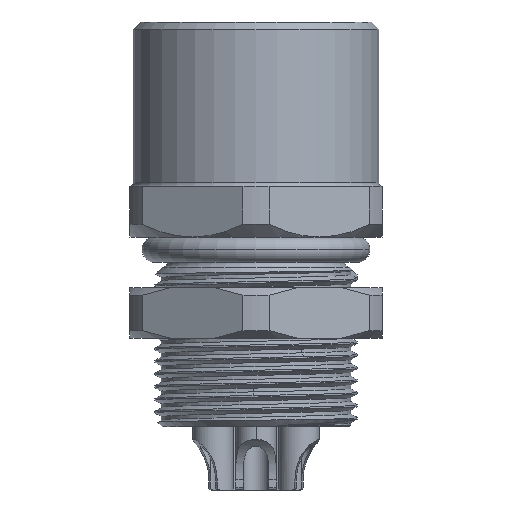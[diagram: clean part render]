
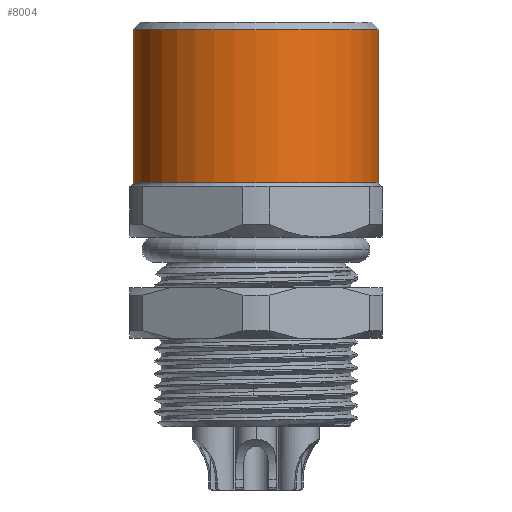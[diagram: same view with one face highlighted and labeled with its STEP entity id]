
A CAD part, front view. The second image highlights one B-rep face of the part: STEP entity #8004.
In plain terms, the highlighted cylindrical face has radius 4.85 mm (diameter 9.7 mm), a partial arc.
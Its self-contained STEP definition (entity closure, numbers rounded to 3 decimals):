
#3552=CARTESIAN_POINT('',(0.,0.,-0.15));
#3553=DIRECTION('',(0.,0.,-1.));
#3554=DIRECTION('',(1.,0.,0.));
#3555=AXIS2_PLACEMENT_3D('',#3552,#3553,#3554);
#3557=DIRECTION('',(0.,0.,1.));
#3558=VECTOR('',#3557,6.05);
#3559=CARTESIAN_POINT('',(-4.85,0.,-0.15));
#3560=LINE('',#3559,#3558);
#3561=CARTESIAN_POINT('',(0.,0.,5.9));
#3562=DIRECTION('',(0.,0.,1.));
#3563=DIRECTION('',(-1.,0.,0.));
#3564=AXIS2_PLACEMENT_3D('',#3561,#3562,#3563);
#3581=DIRECTION('',(0.,0.,1.));
#3582=VECTOR('',#3581,6.05);
#3583=CARTESIAN_POINT('',(4.85,0.,-0.15));
#3584=LINE('',#3583,#3582);
#7677=CARTESIAN_POINT('',(4.85,0.,5.9));
#7678=CARTESIAN_POINT('',(-4.85,0.,5.9));
#7679=VERTEX_POINT('',#7677);
#7680=VERTEX_POINT('',#7678);
#7857=CARTESIAN_POINT('',(-4.85,0.,-0.15));
#7858=CARTESIAN_POINT('',(4.85,0.,-0.15));
#7859=VERTEX_POINT('',#7857);
#7860=VERTEX_POINT('',#7858);
#7990=CARTESIAN_POINT('',(0.,0.,-0.3));
#7991=DIRECTION('',(0.,0.,1.));
#7992=DIRECTION('',(-1.,0.,0.));
#7993=AXIS2_PLACEMENT_3D('',#7990,#7991,#7992);
#7994=CYLINDRICAL_SURFACE('',#7993,4.85);
#7996=ORIENTED_EDGE('',*,*,#7995,.T.);
#7998=ORIENTED_EDGE('',*,*,#7997,.T.);
#7999=ORIENTED_EDGE('',*,*,#7984,.T.);
#8001=ORIENTED_EDGE('',*,*,#8000,.F.);
#8002=EDGE_LOOP('',(#7996,#7998,#7999,#8001));
#8003=FACE_OUTER_BOUND('',#8002,.F.);
#3556=CIRCLE('',#3555,4.85);
#3565=CIRCLE('',#3564,4.85);
#7984=EDGE_CURVE('',#7680,#7679,#3565,.T.);
#7995=EDGE_CURVE('',#7860,#7859,#3556,.T.);
#7997=EDGE_CURVE('',#7859,#7680,#3560,.T.);
#8000=EDGE_CURVE('',#7860,#7679,#3584,.T.);
#8004=ADVANCED_FACE('',(#8003),#7994,.T.);
